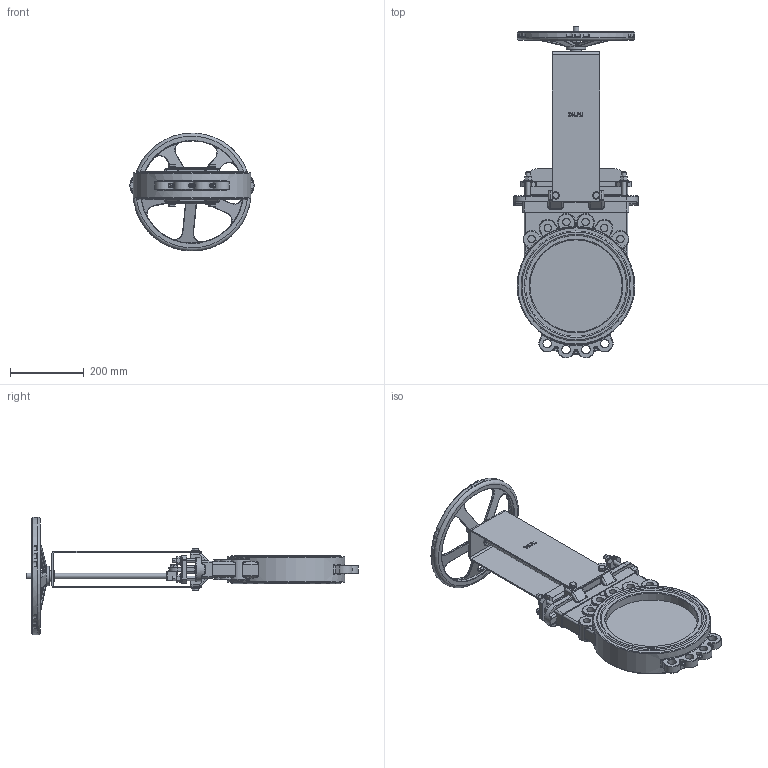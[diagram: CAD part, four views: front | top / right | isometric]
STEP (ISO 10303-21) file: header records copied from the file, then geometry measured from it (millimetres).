
FILE_DESCRIPTION(/* description */ (''),/* implementation_level */ '2;1');
FILE_NAME(/* name */ 'DN250_3D_STEP.stp',/* time_stamp */ '2025-09-04T15:41:58+03:00',/* author */ ('igorr'),/* organization */ (''),/* preprocessor_version */ 'ST-DEVELOPER v20',/* originating_system */ 'Autodesk Inventor 2025',/* authorisation */ '');
FILE_SCHEMA (('AUTOMOTIVE_DESIGN { 1 0 10303 214 3 1 1 }'));
Products named in the file (10): Сборка1; Деталь1; AS 1110 - M12 x 20; Деталь2; ANSI B18.2.4.2M - M16x2; DIN 126 - 11; AS 1110 - M10 x 16; Деталь 2; DIN 126 - 13,5; ANSI B18.2.4.2M - M12x1,75
Assembly tree (22 placements, depth 2):
  Сборка1
    Деталь1
    AS 1110 - M12 x 20  x2
    Деталь2
    ANSI B18.2.4.2M - M16x2
    DIN 126 - 11  x4
    AS 1110 - M10 x 16  x4
    Деталь 2
    DIN 126 - 13,5  x4
    ANSI B18.2.4.2M - M12x1,75  x4
Bounding box: 336.85 x 900.43 x 319.91 mm (x, y, z)
Volume: 6738574.3 mm3; surface area: 907234.9 mm2
Topology: 23 solids, 23 shells, 1970 faces, 4677 edges, 2747 vertices
Faces by surface type: plane 602, cylinder 558, torus 311, bspline 268, cone 123, sphere 108
Full cylindrical faces by diameter (mm): 8 x2, 10 x4, 10.106 x4, 11 x4, 12 x4, 13.5 x4, 13.835 x1, 14 x4, 15 x1, 16 x6, 18 x2, 20 x16, 23 x4, 24 x4, 30 x1, 53.334 x1, 250 x2, 277.334 x1, 285.868 x1, 311.468 x1, 319 x1, 320.001 x1
Entity records: 63624 total; most frequent: CARTESIAN_POINT 21115, DIRECTION 8596, ORIENTED_EDGE 8504, EDGE_CURVE 4252, AXIS2_PLACEMENT_3D 3496, VERTEX_POINT 2516, EDGE_LOOP 1870, CIRCLE 1837
